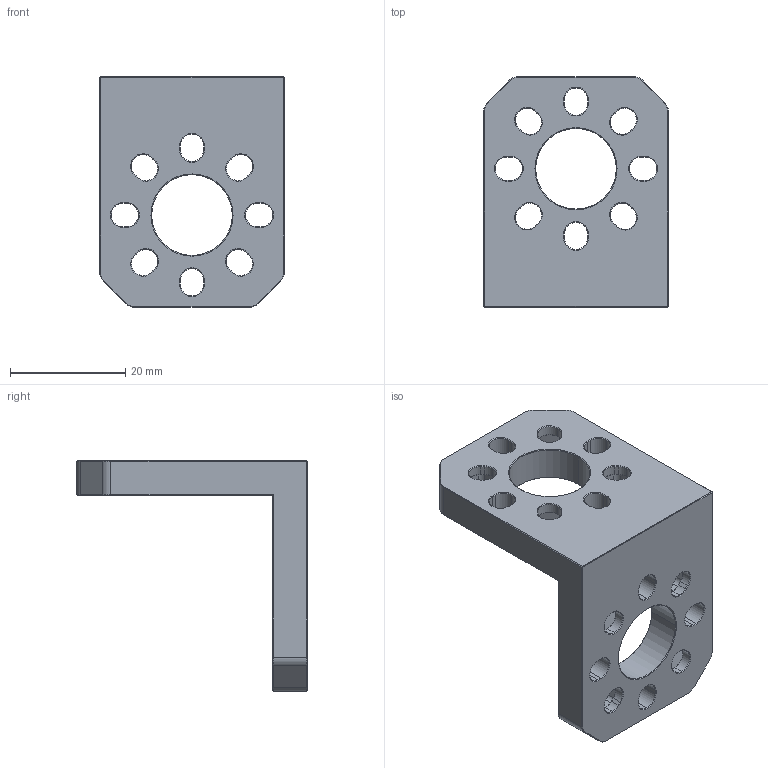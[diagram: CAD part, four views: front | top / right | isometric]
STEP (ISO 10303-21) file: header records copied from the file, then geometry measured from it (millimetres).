
FILE_DESCRIPTION (( 'STEP AP203' ), '1' );
FILE_NAME ('1202-0001-0003 rev1.STEP', '2021-03-12T21:47:46', ( '' ), ( '' ), 'SwSTEP 2.0', 'SolidWorks 2016', '' );
FILE_SCHEMA (( 'CONFIG_CONTROL_DESIGN' ));
Length unit declared in the file: millimetre
Products named in the file (1): 1202-0001-0003 rev1
Bounding box: 32 x 40 x 40 mm (x, y, z)
Volume: 9346.4 mm3; surface area: 6936.7 mm2
Topology: 1 solids, 1 shells, 516 faces, 1236 edges, 730 vertices
Faces by surface type: plane 235, cone 168, cylinder 113
Entity records: 14893 total; most frequent: CARTESIAN_POINT 2675, DIRECTION 2622, ORIENTED_EDGE 2472, EDGE_CURVE 1236, AXIS2_PLACEMENT_3D 933, LINE 756, VECTOR 756, VERTEX_POINT 730
